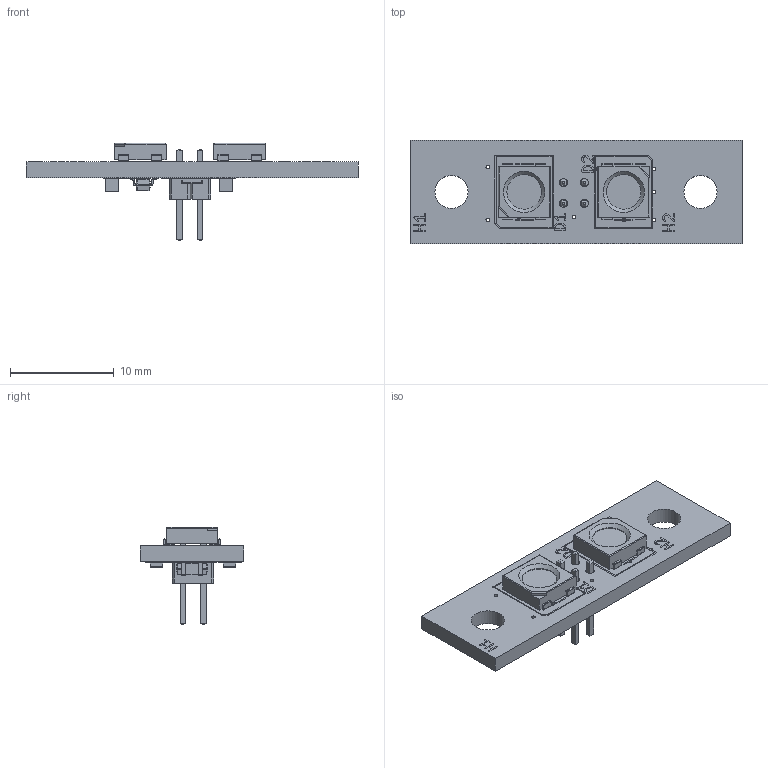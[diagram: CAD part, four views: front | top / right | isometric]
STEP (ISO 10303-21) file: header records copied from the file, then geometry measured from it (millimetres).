
FILE_DESCRIPTION(('KiCad electronic assembly'),'2;1');
FILE_NAME('Separator.step','2025-06-04T09:47:23',('Pcbnew'),('Kicad'), 'Open CASCADE STEP processor 7.8','KiCad to STEP converter','Unknown' );
FILE_SCHEMA(('AUTOMOTIVE_DESIGN { 1 0 10303 214 1 1 1 1 }'));
Length unit declared in the file: millimetre
Products named in the file (8): Separator 1; LED_Inolux_IN-PI554FCH_PLCC4_5.0x5.0mm_P3.2mm; PinHeader_2x02_P2.00mm_Vertical; R_0805_2012Metric; SOT-23; C_0805_2012Metric; Separator_silkscreen; Separator_PCB
Assembly tree (10 placements, depth 2):
  Separator 1
    LED_Inolux_IN-PI554FCH_PLCC4_5.0x5.0mm_P3.2mm  x2
    PinHeader_2x02_P2.00mm_Vertical
    R_0805_2012Metric  x2
    SOT-23
    C_0805_2012Metric  x2
    Separator_silkscreen
    Separator_PCB
Bounding box: 32 x 10 x 9.38 mm (x, y, z)
Volume: 577 mm3; surface area: 1174.5 mm2
Topology: 9 solids, 48 shells, 474 faces, 1628 edges, 1217 vertices
Faces by surface type: plane 328, cylinder 117, bspline 27, cone 2
Full cylindrical faces by diameter (mm): 0.35 x15, 0.8 x4, 3.2 x2, 3.333 x2
Entity records: 16344 total; most frequent: CARTESIAN_POINT 2756, DIRECTION 2217, ORIENTED_EDGE 2085, EDGE_CURVE 1287, VERTEX_POINT 993, LINE 965, VECTOR 965, AXIS2_PLACEMENT_3D 626
